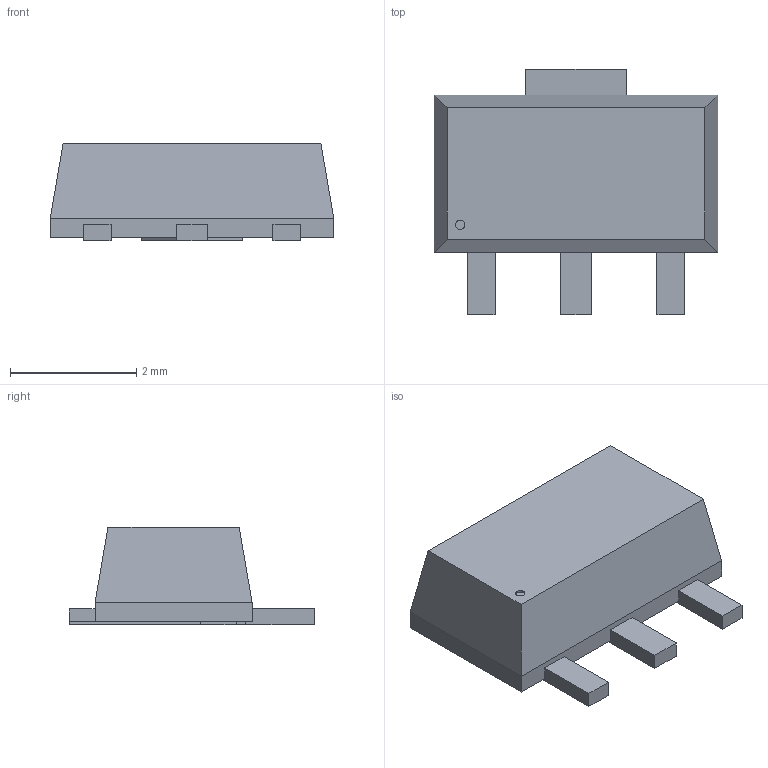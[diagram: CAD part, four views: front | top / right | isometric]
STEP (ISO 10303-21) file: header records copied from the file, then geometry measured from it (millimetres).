
FILE_DESCRIPTION(/* description */ (''),/* implementation_level */ '2;1');
FILE_NAME(/* name */ 'SOT-89.step',/* time_stamp */ '2021-08-31T17:44:11+08:00',/* author */ (''),/* organization */ (''),/* preprocessor_version */ 'ST-DEVELOPER v18.1',/* originating_system */ 'Autodesk Translation Framework v10.10.0.1391',/* authorisation */ '');
FILE_SCHEMA (('AUTOMOTIVE_DESIGN { 1 0 10303 214 3 1 1 }'));
Length unit declared in the file: millimetre
Products named in the file (1): (Unsaved)
Bounding box: 4.5 x 3.89 x 1.55 mm (x, y, z)
Volume: 15.8 mm3; surface area: 56.2 mm2
Topology: 10 solids, 10 shells, 68 faces, 137 edges, 90 vertices
Faces by surface type: plane 67, cylinder 1
Full cylindrical faces by diameter (mm): 0.148 x1
Entity records: 1826 total; most frequent: CARTESIAN_POINT 296, DIRECTION 277, ORIENTED_EDGE 274, EDGE_CURVE 137, LINE 135, VECTOR 135, VERTEX_POINT 90, AXIS2_PLACEMENT_3D 71
